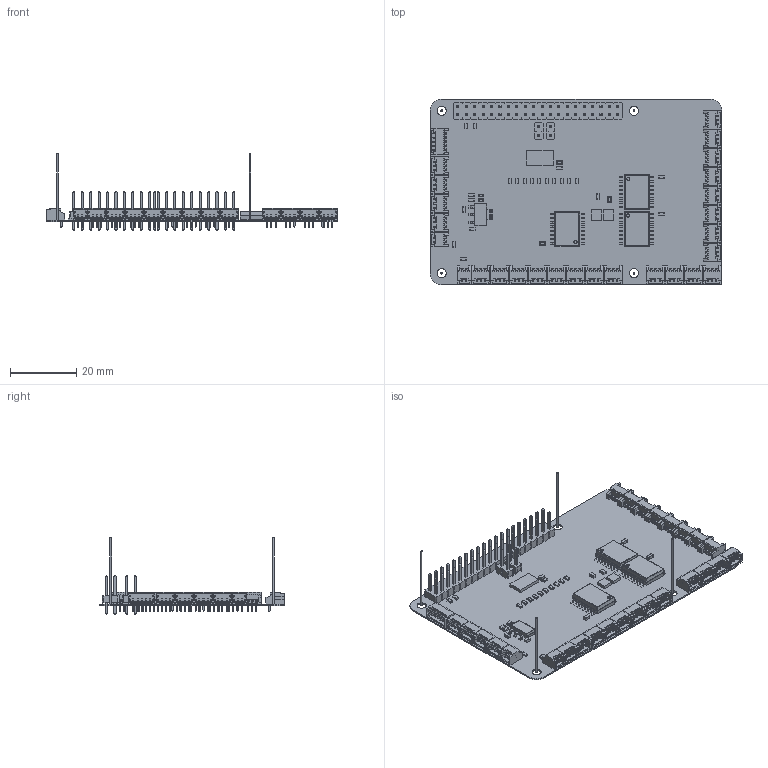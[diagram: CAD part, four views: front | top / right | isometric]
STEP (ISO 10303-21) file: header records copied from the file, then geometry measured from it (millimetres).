
FILE_DESCRIPTION(('Open CASCADE Model'),'2;1');
FILE_NAME('Open CASCADE Shape Model','2022-02-24T22:37:11',('Author'),( 'Open CASCADE'),'Open CASCADE STEP processor 6.8','Open CASCADE 6.8' ,'Unknown');
FILE_SCHEMA(('AUTOMOTIVE_DESIGN { 1 0 10303 214 1 1 1 1 }'));
Length unit declared in the file: millimetre
Products named in the file (150): PCB; Board; Open CASCADE STEP translator 6.8 1.1.1; J1; 530480510; Open CASCADE STEP translator 6.8 1.2.1.1; Open CASCADE STEP translator 6.8 1.2.1.2; R17; 6752062160; Mid_Body; Terminal; Open_CASCADE_STEP_translator_6.8_15.2.1; Mark; R16; 6348379520; R14; U1; 6752054000; Body; Open_CASCADE_STEP_translator_6.8_79.1.1; Lead; Tab; R3; 6752046480; R2; D2; 150060AS75000_STP_150060xS75000_rev1; housing; cover; base; Polarity_Mark; D1; C3; 6752053920; Open_CASCADE_STEP_translator_6.8_14.1.1; Open_CASCADE_STEP_translator_6.8_14.1.2; Open_CASCADE_STEP_translator_6.8_14.2.1; C2; 6752062480; J16 ...
Assembly tree (275 placements, depth 5):
  PCB
    Board
      Open CASCADE STEP translator 6.8 1.1.1
    J1
      530480510
        Open CASCADE STEP translator 6.8 1.2.1.1
        Open CASCADE STEP translator 6.8 1.2.1.2
    R17
      6752062160
        Mid_Body
        Terminal  x2
          Open_CASCADE_STEP_translator_6.8_15.2.1
        Mark
    R16
      6348379520
        Mid_Body
        Terminal  x2
          Open_CASCADE_STEP_translator_6.8_15.2.1
        Mark
    R14
      6752062160
        Mid_Body
        Terminal  x2
          Open_CASCADE_STEP_translator_6.8_15.2.1
        Mark
    U1
      6752054000
        Body
          Open_CASCADE_STEP_translator_6.8_79.1.1
        Lead  x3
        Tab
    R3
      6752046480
        Mid_Body
        Terminal  x2
          Open_CASCADE_STEP_translator_6.8_15.2.1
        Mark
    R2
      6752046480
        Mid_Body
        Terminal  x2
          Open_CASCADE_STEP_translator_6.8_15.2.1
        Mark
    D2
      150060AS75000_STP_150060xS75000_rev1
        housing
        cover
        base  x2
        Polarity_Mark
    D1
      150060AS75000_STP_150060xS75000_rev1
        housing
        cover
        base  x2
        Polarity_Mark
    C3
      6752053920
        Terminal
          Open_CASCADE_STEP_translator_6.8_14.1.1
          Open_CASCADE_STEP_translator_6.8_14.1.2
Bounding box: 88 x 56 x 22.97 mm (x, y, z)
Volume: 4788.3 mm3; surface area: 18974.1 mm2
Topology: 240 solids, 243 shells, 7493 faces, 18579 edges, 11707 vertices
Faces by surface type: plane 5973, cylinder 730, bspline 680, sphere 110
Full cylindrical faces by diameter (mm): 0.5 x4, 0.55 x81, 0.95 x3, 1.15 x44, 2.75 x4
Entity records: 56741 total; most frequent: CARTESIAN_POINT 13213, ORIENTED_EDGE 8118, DIRECTION 8022, EDGE_CURVE 4060, LINE 3336, VECTOR 3336, VERTEX_POINT 2558, AXIS2_PLACEMENT_3D 2343
